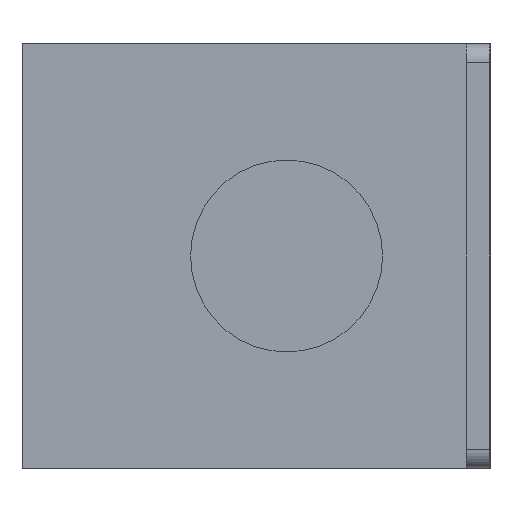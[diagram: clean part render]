
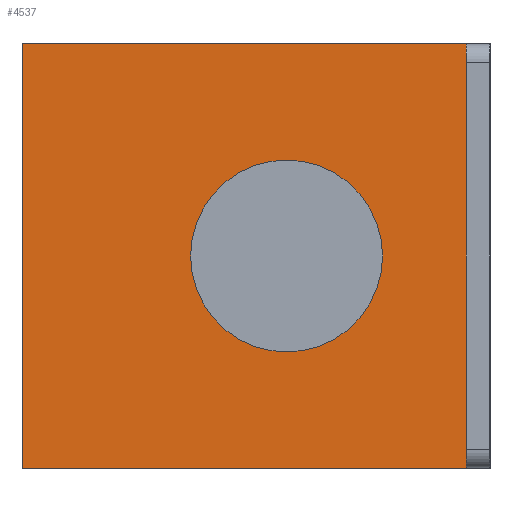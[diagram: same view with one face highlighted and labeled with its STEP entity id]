
A CAD part, left-side view. The second image highlights one B-rep face of the part: STEP entity #4537.
In plain terms, the highlighted planar face has unit normal (-1, 0, 0).
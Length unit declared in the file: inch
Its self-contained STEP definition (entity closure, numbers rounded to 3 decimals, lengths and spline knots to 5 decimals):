
#113 = CARTESIAN_POINT ( 'NONE',  ( 0.33465, 0.09843, 0. ) ) ;
#123 = VERTEX_POINT ( 'NONE', #3461 ) ;
#141 = EDGE_LOOP ( 'NONE', ( #4411, #333 ) ) ;
#178 = DIRECTION ( 'NONE',  ( 0., -1., 0. ) ) ;
#259 = ORIENTED_EDGE ( 'NONE', *, *, #3303, .F. ) ;
#277 = EDGE_LOOP ( 'NONE', ( #2122, #455, #4615, #259 ) ) ;
#319 = VECTOR ( 'NONE', #178, 39.37008 ) ;
#333 = ORIENTED_EDGE ( 'NONE', *, *, #6211, .F. ) ;
#455 = ORIENTED_EDGE ( 'NONE', *, *, #1733, .T. ) ;
#1042 = AXIS2_PLACEMENT_3D ( 'NONE', #113, #7970, #7328 ) ;
#1087 = DIRECTION ( 'NONE',  ( 0., 0., 1. ) ) ;
#1185 = LINE ( 'NONE', #6432, #6416 ) ;
#1418 = VECTOR ( 'NONE', #8121, 39.37008 ) ;
#1485 = VERTEX_POINT ( 'NONE', #6317 ) ;
#1681 = EDGE_CURVE ( 'NONE', #3705, #123, #7519, .T. ) ;
#1733 = EDGE_CURVE ( 'NONE', #3705, #1485, #6228, .T. ) ;
#1770 = CARTESIAN_POINT ( 'NONE',  ( 0.33465, 0.83858, -0.87598 ) ) ;
#2122 = ORIENTED_EDGE ( 'NONE', *, *, #1681, .F. ) ;
#2203 = EDGE_CURVE ( 'NONE', #1485, #2286, #2941, .T. ) ;
#2286 = VERTEX_POINT ( 'NONE', #4405 ) ;
#2371 = DIRECTION ( 'NONE',  ( 0., 0., 1. ) ) ;
#2377 = CARTESIAN_POINT ( 'NONE',  ( 0.33465, 0.83858, -0.87598 ) ) ;
#2446 = DIRECTION ( 'NONE',  ( -1., 0., 0. ) ) ;
#2941 = LINE ( 'NONE', #6389, #6916 ) ;
#3303 = EDGE_CURVE ( 'NONE', #123, #2286, #1185, .T. ) ;
#3360 = FACE_OUTER_BOUND ( 'NONE', #277, .T. ) ;
#3461 = CARTESIAN_POINT ( 'NONE',  ( 0.33465, 1.92913, 0. ) ) ;
#3705 = VERTEX_POINT ( 'NONE', #5694 ) ;
#3730 = CIRCLE ( 'NONE', #5120, 0.39567 ) ;
#3905 = DIRECTION ( 'NONE',  ( 0., 0., 1. ) ) ;
#3921 = CIRCLE ( 'NONE', #4609, 0.39567 ) ;
#4405 = CARTESIAN_POINT ( 'NONE',  ( 0.33465, 0.09843, 0. ) ) ;
#4411 = ORIENTED_EDGE ( 'NONE', *, *, #7142, .F. ) ;
#4456 = DIRECTION ( 'NONE',  ( 0., -1., 0. ) ) ;
#4537 = ADVANCED_FACE ( 'NONE', ( #4705, #3360 ), #6006, .F. ) ;
#4609 = AXIS2_PLACEMENT_3D ( 'NONE', #1770, #2446, #1087 ) ;
#4615 = ORIENTED_EDGE ( 'NONE', *, *, #2203, .T. ) ;
#4705 = FACE_BOUND ( 'NONE', #141, .T. ) ;
#5120 = AXIS2_PLACEMENT_3D ( 'NONE', #2377, #7904, #3905 ) ;
#5373 = VERTEX_POINT ( 'NONE', #6933 ) ;
#5694 = CARTESIAN_POINT ( 'NONE',  ( 0.33465, 1.92913, -1.75197 ) ) ;
#6006 = PLANE ( 'NONE',  #1042 ) ;
#6211 = EDGE_CURVE ( 'NONE', #5373, #7771, #3921, .T. ) ;
#6228 = LINE ( 'NONE', #7481, #319 ) ;
#6317 = CARTESIAN_POINT ( 'NONE',  ( 0.33465, 0.09843, -1.75197 ) ) ;
#6389 = CARTESIAN_POINT ( 'NONE',  ( 0.33465, 0.09843, 0. ) ) ;
#6416 = VECTOR ( 'NONE', #4456, 39.37008 ) ;
#6432 = CARTESIAN_POINT ( 'NONE',  ( 0.33465, 0.09843, 0. ) ) ;
#6708 = CARTESIAN_POINT ( 'NONE',  ( 0.33465, 1.92913, 0. ) ) ;
#6916 = VECTOR ( 'NONE', #2371, 39.37008 ) ;
#6933 = CARTESIAN_POINT ( 'NONE',  ( 0.33465, 0.83858, -1.27165 ) ) ;
#7142 = EDGE_CURVE ( 'NONE', #7771, #5373, #3730, .T. ) ;
#7328 = DIRECTION ( 'NONE',  ( 0., 1., 0. ) ) ;
#7481 = CARTESIAN_POINT ( 'NONE',  ( 0.33465, 0.96457, -1.75197 ) ) ;
#7519 = LINE ( 'NONE', #6708, #1418 ) ;
#7771 = VERTEX_POINT ( 'NONE', #7779 ) ;
#7779 = CARTESIAN_POINT ( 'NONE',  ( 0.33465, 0.83858, -0.48031 ) ) ;
#7904 = DIRECTION ( 'NONE',  ( -1., 0., 0. ) ) ;
#7970 = DIRECTION ( 'NONE',  ( 1., 0., 0. ) ) ;
#8121 = DIRECTION ( 'NONE',  ( 0., 0., 1. ) ) ;
